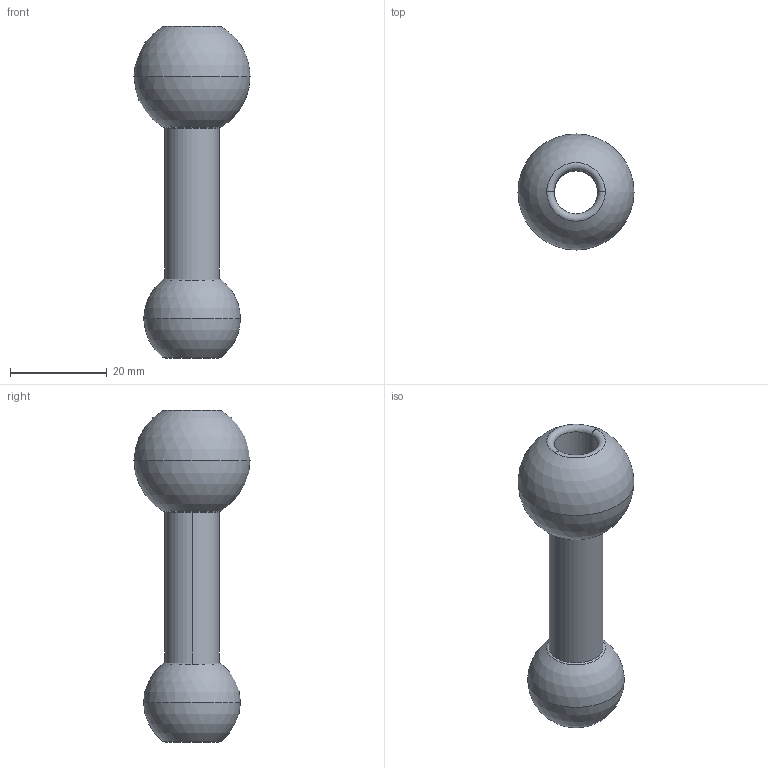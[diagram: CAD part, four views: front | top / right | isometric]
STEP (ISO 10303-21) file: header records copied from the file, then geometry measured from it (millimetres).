
FILE_DESCRIPTION (( 'STEP AP214' ), '1' );
FILE_NAME ('spheres_shaft.STEP', '2020-03-21T05:35:10', ( '' ), ( '' ), 'SwSTEP 2.0', 'SolidWorks 2016', '' );
FILE_SCHEMA (( 'AUTOMOTIVE_DESIGN' ));
Length unit declared in the file: millimetre
Products named in the file (4): spheres_shaft; track_ball_adjust; track_ball_shaft_D20; track_ball_shaft_D24
Assembly tree (3 placements, depth 2):
  spheres_shaft
    track_ball_shaft_D20
    track_ball_shaft_D24
    track_ball_adjust
Bounding box: 24 x 24 x 68.66 mm (x, y, z)
Volume: 9657.3 mm3; surface area: 5848.6 mm2
Topology: 3 solids, 3 shells, 22 faces, 50 edges, 30 vertices
Faces by surface type: torus 8, cylinder 8, sphere 4, plane 2
Entity records: 758 total; most frequent: DIRECTION 136, CARTESIAN_POINT 100, ORIENTED_EDGE 88, AXIS2_PLACEMENT_3D 64, EDGE_CURVE 44, CIRCLE 36, EDGE_LOOP 28, VERTEX_POINT 28
